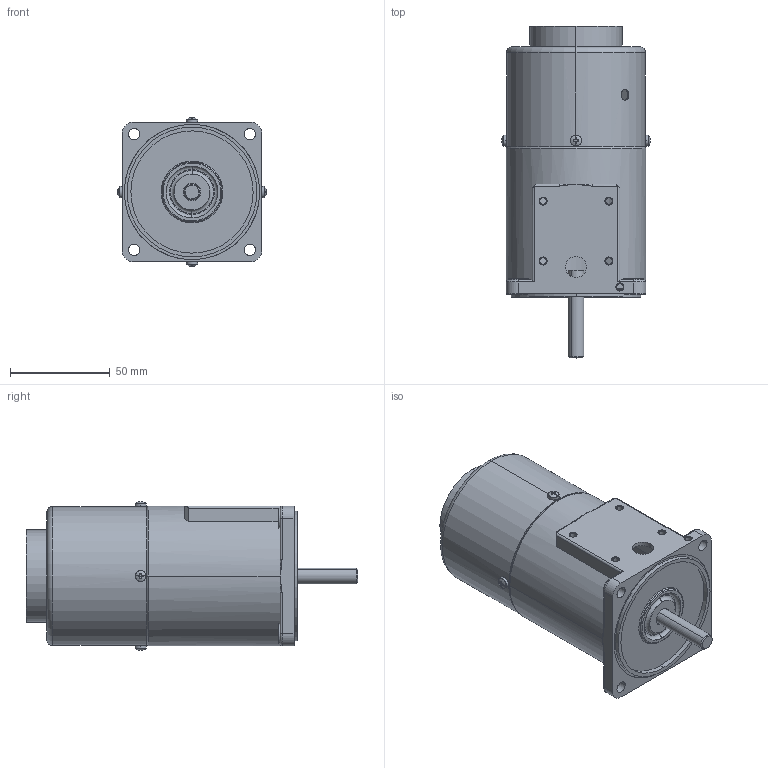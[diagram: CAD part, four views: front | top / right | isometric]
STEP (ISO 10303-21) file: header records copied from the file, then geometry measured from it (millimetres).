
FILE_DESCRIPTION (( 'STEP AP203' ), '1' );
FILE_NAME ('3RK15RA-CM.STEP', '2022-08-25T03:01:21', ( '' ), ( 'Microsoft' ), 'SwSTEP 2.0', 'SolidWorks 2020', '' );
FILE_SCHEMA (( 'CONFIG_CONTROL_DESIGN' ));
Length unit declared in the file: millimetre
Products named in the file (1): 3RK15RA-CM
Bounding box: 74.31 x 166.2 x 74.31 mm (x, y, z)
Surface area: 61418.1 mm2 (no closed solid volume)
Topology: 0 solids, 17 shells, 245 faces, 725 edges, 492 vertices
Faces by surface type: cylinder 96, plane 83, torus 28, cone 22, bspline 8, sphere 8
Entity records: 9228 total; most frequent: CARTESIAN_POINT 2571, DIRECTION 1508, ORIENTED_EDGE 1203, EDGE_CURVE 717, AXIS2_PLACEMENT_3D 639, VERTEX_POINT 492, CIRCLE 401, EDGE_LOOP 296
